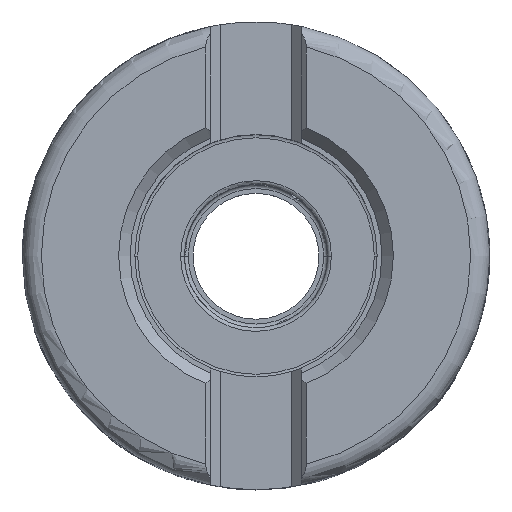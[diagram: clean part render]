
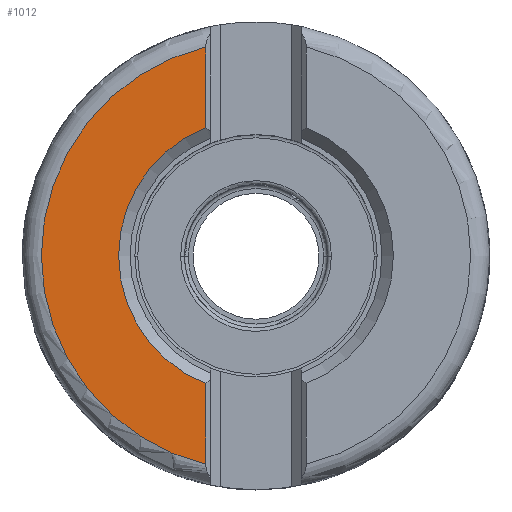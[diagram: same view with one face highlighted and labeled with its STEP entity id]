
A CAD part, top view. The second image highlights one B-rep face of the part: STEP entity #1012.
In plain terms, the highlighted planar face has unit normal (0, 0, 1).
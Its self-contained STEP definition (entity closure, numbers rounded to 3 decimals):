
#1012=ADVANCED_FACE('',(#2262),#1970,.T.);
#1970=PLANE('',#18394);
#2262=FACE_OUTER_BOUND('',#3194,.T.);
#3194=EDGE_LOOP('',(#6211,#6212,#6213,#6214));
#5131=CIRCLE('',#18382,22.5);
#5136=CIRCLE('',#18391,14.4);
#6211=ORIENTED_EDGE('',*,*,#13617,.F.);
#6212=ORIENTED_EDGE('',*,*,#13620,.F.);
#6213=ORIENTED_EDGE('',*,*,#13605,.F.);
#6214=ORIENTED_EDGE('',*,*,#13619,.F.);
#11718=VERTEX_POINT('',#26459);
#11719=VERTEX_POINT('',#26461);
#11726=VERTEX_POINT('',#26522);
#11727=VERTEX_POINT('',#26524);
#13605=EDGE_CURVE('',#11718,#11719,#5131,.T.);
#13617=EDGE_CURVE('',#11726,#11727,#5136,.T.);
#13619=EDGE_CURVE('',#11727,#11718,#16288,.T.);
#13620=EDGE_CURVE('',#11719,#11726,#16289,.T.);
#16288=LINE('',#26532,#17200);
#16289=LINE('',#26534,#17201);
#17200=VECTOR('',#20449,1.);
#17201=VECTOR('',#20452,1.);
#18382=AXIS2_PLACEMENT_3D('',#26460,#20424,#20425);
#18391=AXIS2_PLACEMENT_3D('',#26523,#20445,#20446);
#18394=AXIS2_PLACEMENT_3D('',#26535,#20453,#20454);
#20424=DIRECTION('',(0.,0.,-1.));
#20425=DIRECTION('',(-0.234,-0.972,0.));
#20445=DIRECTION('',(0.,0.,1.));
#20446=DIRECTION('',(-0.365,0.931,0.));
#20449=DIRECTION('',(0.,-1.,0.));
#20452=DIRECTION('',(0.,-1.,0.));
#20453=DIRECTION('',(0.,0.,1.));
#20454=DIRECTION('',(0.,-1.,0.));
#26459=CARTESIAN_POINT('',(-5.263,-21.876,0.));
#26460=CARTESIAN_POINT('',(0.,0.,0.));
#26461=CARTESIAN_POINT('',(-5.262,21.876,0.));
#26522=CARTESIAN_POINT('',(-5.262,13.404,0.));
#26523=CARTESIAN_POINT('',(0.,0.,0.));
#26524=CARTESIAN_POINT('',(-5.263,-13.404,0.));
#26532=CARTESIAN_POINT('',(-5.263,-13.404,0.));
#26534=CARTESIAN_POINT('',(-5.262,21.876,0.));
#26535=CARTESIAN_POINT('',(-13.881,0.,0.));
